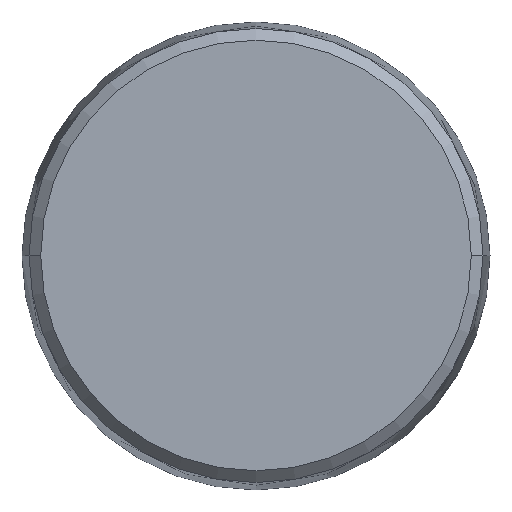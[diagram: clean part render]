
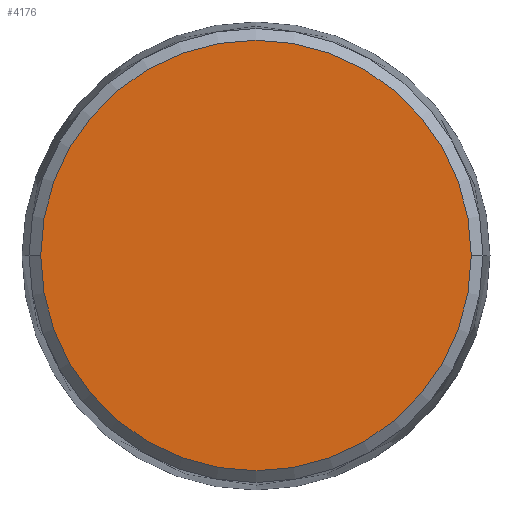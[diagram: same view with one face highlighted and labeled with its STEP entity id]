
A CAD part, top view. The second image highlights one B-rep face of the part: STEP entity #4176.
In plain terms, the highlighted planar face has unit normal (0, 0, 1).
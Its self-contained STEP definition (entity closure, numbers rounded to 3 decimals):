
#4153=CARTESIAN_POINT('Axis2P3D Location',(0.,0.,13.)) ;
#4158=CARTESIAN_POINT('Axis2P3D Location',(0.,0.,13.)) ;
#4162=CARTESIAN_POINT('Vertex',(-9.651,0.,13.)) ;
#4164=CARTESIAN_POINT('Vertex',(9.651,0.,13.)) ;
#4167=CARTESIAN_POINT('Axis2P3D Location',(0.,0.,13.)) ;
#4154=DIRECTION('Axis2P3D Direction',(0.,0.,1.)) ;
#4155=DIRECTION('Axis2P3D XDirection',(1.,0.,0.)) ;
#4159=DIRECTION('Axis2P3D Direction',(0.,0.,1.)) ;
#4168=DIRECTION('Axis2P3D Direction',(0.,0.,1.)) ;
#4156=AXIS2_PLACEMENT_3D('Plane Axis2P3D',#4153,#4154,#4155) ;
#4160=AXIS2_PLACEMENT_3D('Circle Axis2P3D',#4158,#4159,$) ;
#4169=AXIS2_PLACEMENT_3D('Circle Axis2P3D',#4167,#4168,$) ;
#4173=ORIENTED_EDGE('',*,*,#4166,.T.) ;
#4174=ORIENTED_EDGE('',*,*,#4171,.T.) ;
#4176=ADVANCED_FACE('Corps principal',(#4175),#4157,.T.) ;
#4161=CIRCLE('generated circle',#4160,9.651) ;
#4170=CIRCLE('generated circle',#4169,9.651) ;
#4166=EDGE_CURVE('',#4163,#4165,#4161,.T.) ;
#4171=EDGE_CURVE('',#4165,#4163,#4170,.T.) ;
#4172=EDGE_LOOP('',(#4173,#4174)) ;
#4175=FACE_OUTER_BOUND('',#4172,.T.) ;
#4157=PLANE('',#4156) ;
#4163=VERTEX_POINT('',#4162) ;
#4165=VERTEX_POINT('',#4164) ;
